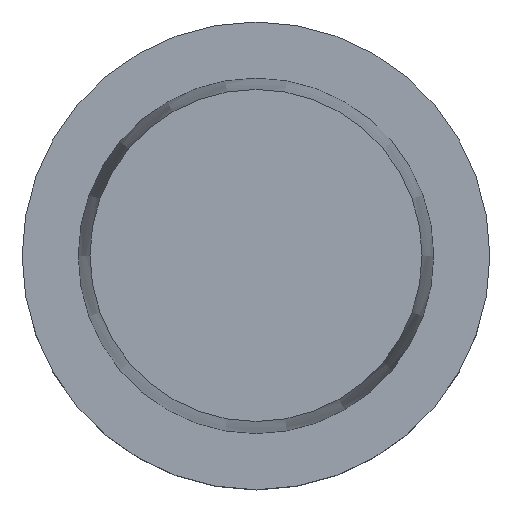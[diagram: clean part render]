
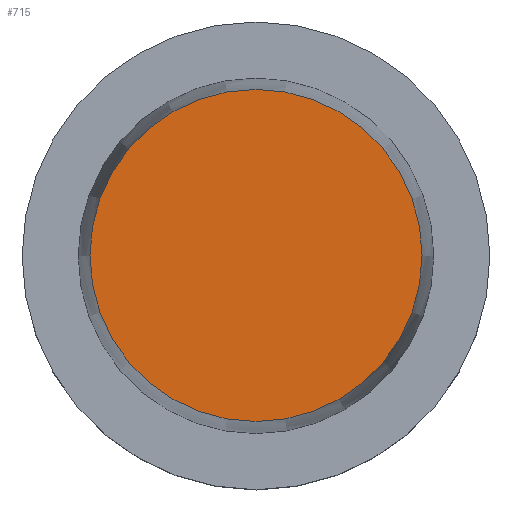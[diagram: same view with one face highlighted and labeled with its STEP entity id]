
A CAD part, top view. The second image highlights one B-rep face of the part: STEP entity #715.
In plain terms, the highlighted planar face has unit normal (0, 0, 1).
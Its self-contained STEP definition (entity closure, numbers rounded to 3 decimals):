
#538=FACE_OUTER_BOUND('',#943,.T.);
#648=PLANE('',#2398);
#715=ADVANCED_FACE('CU_CO_N1_SU_3',(#538),#648,.F.);
#943=EDGE_LOOP('',(#1121));
#1121=ORIENTED_EDGE('',*,*,#1975,.F.);
#1760=VERTEX_POINT('',#3357);
#1975=EDGE_CURVE('',#1760,#1760,#2295,.T.);
#2295=CIRCLE('',#2397,35.496);
#2397=AXIS2_PLACEMENT_3D('',#3356,#2676,#2677);
#2398=AXIS2_PLACEMENT_3D('',#3358,#2678,#2679);
#2676=DIRECTION('',(0.,0.,-1.));
#2677=DIRECTION('',(-1.,0.,0.));
#2678=DIRECTION('',(0.,0.,-1.));
#2679=DIRECTION('',(-1.,0.,0.));
#3356=CARTESIAN_POINT('',(0.,0.,50.));
#3357=CARTESIAN_POINT('',(-35.496,0.,50.));
#3358=CARTESIAN_POINT('',(0.,0.,50.));
